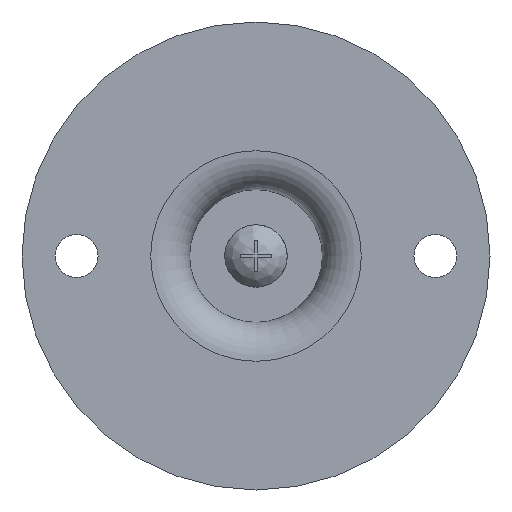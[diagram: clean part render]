
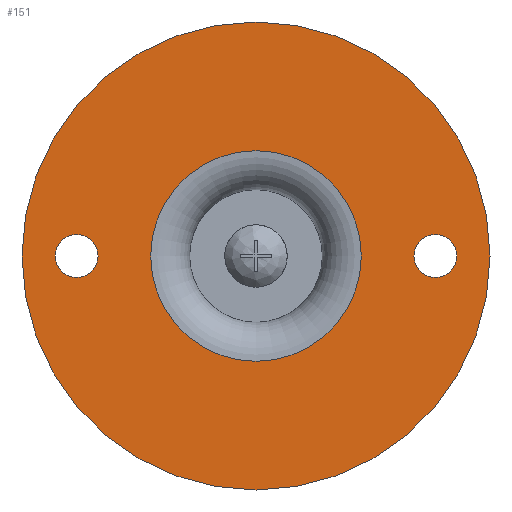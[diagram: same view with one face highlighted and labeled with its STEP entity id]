
A CAD part, front view. The second image highlights one B-rep face of the part: STEP entity #151.
In plain terms, the highlighted planar face has unit normal (0, -1, 0).
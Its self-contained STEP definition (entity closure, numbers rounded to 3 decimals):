
#151 = ADVANCED_FACE( '', ( #316, #317, #318, #319 ), #320, .F. );
#316 = FACE_BOUND( '', #517, .T. );
#317 = FACE_BOUND( '', #518, .T. );
#318 = FACE_OUTER_BOUND( '', #519, .T. );
#319 = FACE_BOUND( '', #520, .T. );
#320 = PLANE( '', #521 );
#517 = EDGE_LOOP( '', ( #868 ) );
#518 = EDGE_LOOP( '', ( #869 ) );
#519 = EDGE_LOOP( '', ( #870 ) );
#520 = EDGE_LOOP( '', ( #871 ) );
#521 = AXIS2_PLACEMENT_3D( '', #872, #873, #874 );
#868 = ORIENTED_EDGE( '', *, *, #1050, .F. );
#869 = ORIENTED_EDGE( '', *, *, #1008, .F. );
#870 = ORIENTED_EDGE( '', *, *, #1033, .T. );
#871 = ORIENTED_EDGE( '', *, *, #970, .T. );
#872 = CARTESIAN_POINT( '', ( 30., 0., 0. ) );
#873 = DIRECTION( '', ( 0., 1., 0. ) );
#874 = DIRECTION( '', ( 0., 0., 1. ) );
#970 = EDGE_CURVE( '', #1148, #1148, #1149, .T. );
#1008 = EDGE_CURVE( '', #1199, #1199, #1200, .F. );
#1033 = EDGE_CURVE( '', #1233, #1233, #1234, .T. );
#1050 = EDGE_CURVE( '', #1254, #1254, #1255, .T. );
#1148 = VERTEX_POINT( '', #1480 );
#1149 = CIRCLE( '', #1481, 2.75 );
#1199 = VERTEX_POINT( '', #1559 );
#1200 = CIRCLE( '', #1560, 2.75 );
#1233 = VERTEX_POINT( '', #1631 );
#1234 = CIRCLE( '', #1632, 30. );
#1254 = VERTEX_POINT( '', #1653 );
#1255 = CIRCLE( '', #1654, 13.5 );
#1480 = CARTESIAN_POINT( '', ( -20.25, 0., 0. ) );
#1481 = AXIS2_PLACEMENT_3D( '', #1701, #1702, #1703 );
#1559 = CARTESIAN_POINT( '', ( 23., 0., 2.75 ) );
#1560 = AXIS2_PLACEMENT_3D( '', #1736, #1737, #1738 );
#1631 = CARTESIAN_POINT( '', ( 0., 0., -30. ) );
#1632 = AXIS2_PLACEMENT_3D( '', #1750, #1751, #1752 );
#1653 = CARTESIAN_POINT( '', ( 0., 0., -13.5 ) );
#1654 = AXIS2_PLACEMENT_3D( '', #1772, #1773, #1774 );
#1701 = CARTESIAN_POINT( '', ( -23., 0., 0. ) );
#1702 = DIRECTION( '', ( 0., 1., 0. ) );
#1703 = DIRECTION( '', ( 1., 0., 0. ) );
#1736 = CARTESIAN_POINT( '', ( 23., 0., 0. ) );
#1737 = DIRECTION( '', ( 0., 1., 0. ) );
#1738 = DIRECTION( '', ( 0., 0., 1. ) );
#1750 = CARTESIAN_POINT( '', ( 0., 0., 0. ) );
#1751 = DIRECTION( '', ( 0., -1., 0. ) );
#1752 = DIRECTION( '', ( 0., 0., -1. ) );
#1772 = CARTESIAN_POINT( '', ( 0., 0., 0. ) );
#1773 = DIRECTION( '', ( 0., -1., 0. ) );
#1774 = DIRECTION( '', ( 0., 0., -1. ) );
